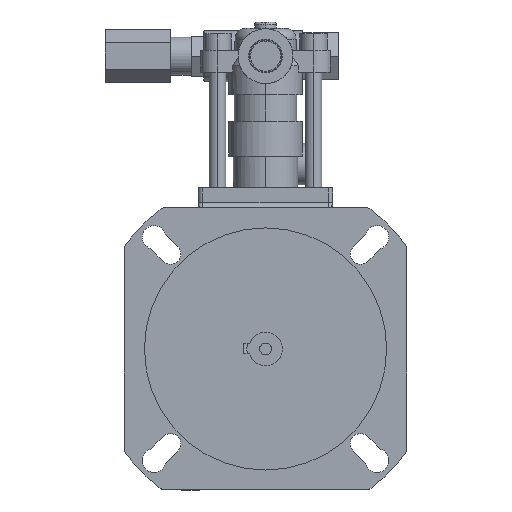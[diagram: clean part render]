
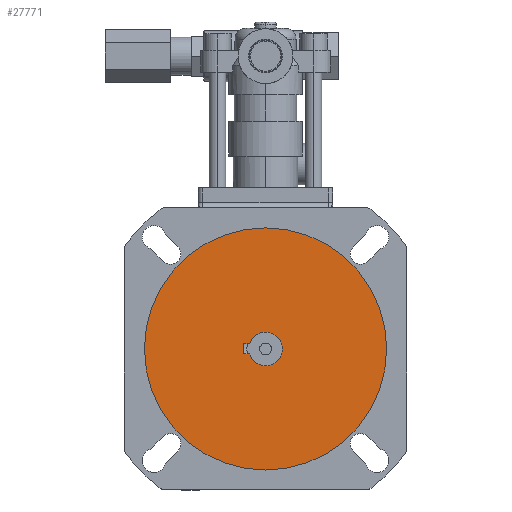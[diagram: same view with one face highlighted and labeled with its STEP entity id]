
A CAD part, left-side view. The second image highlights one B-rep face of the part: STEP entity #27771.
In plain terms, the highlighted planar face has unit normal (-1, 0, 0).
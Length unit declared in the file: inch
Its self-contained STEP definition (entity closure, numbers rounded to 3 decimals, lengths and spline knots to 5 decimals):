
#582 = VERTEX_POINT ( 'NONE', #32251 ) ;
#584 = VERTEX_POINT ( 'NONE', #32250 ) ;
#588 = VERTEX_POINT ( 'NONE', #32248 ) ;
#913 = VERTEX_POINT ( 'NONE', #14714 ) ;
#1139 = VERTEX_POINT ( 'NONE', #24615 ) ;
#9135 = CIRCLE ( 'NONE', #25084, 0.3125 ) ;
#9137 = CIRCLE ( 'NONE', #25087, 2.254 ) ;
#9141 = CIRCLE ( 'NONE', #25086, 0.3125 ) ;
#13523 = CIRCLE ( 'NONE', #18586, 2.254 ) ;
#13527 = LINE ( 'NONE', #21843, #13530 ) ;
#13530 = VECTOR ( 'NONE', #21844, 39.37008 ) ;
#13535 = LINE ( 'NONE', #21849, #13538 ) ;
#13538 = VECTOR ( 'NONE', #21850, 39.37008 ) ;
#13539 = LINE ( 'NONE', #21853, #13542 ) ;
#13541 = CIRCLE ( 'NONE', #18587, 0.3125 ) ;
#13542 = VECTOR ( 'NONE', #21854, 39.37008 ) ;
#14714 = CARTESIAN_POINT ( 'NONE',  ( -3.13828, 0.5284, 1.849 ) ) ;
#15929 = PLANE ( 'NONE',  #16413 ) ;
#15937 = CARTESIAN_POINT ( 'NONE',  ( -3.13828, 0.5284, -0.405 ) ) ;
#15938 = DIRECTION ( 'NONE',  ( -1., 0., 0. ) ) ;
#15939 = DIRECTION ( 'NONE',  ( 0., 0., 1. ) ) ;
#16413 = AXIS2_PLACEMENT_3D ( 'NONE', #15937, #15938, #15939 ) ;
#16875 = FACE_BOUND ( 'NONE', #21013, .T. ) ;
#16879 = FACE_OUTER_BOUND ( 'NONE', #21015, .T. ) ;
#18278 = EDGE_CURVE ( 'NONE', #584, #582, #9135, .T. ) ;
#18281 = EDGE_CURVE ( 'NONE', #582, #588, #9141, .T. ) ;
#18283 = EDGE_CURVE ( 'NONE', #1139, #913, #9137, .T. ) ;
#18586 = AXIS2_PLACEMENT_3D ( 'NONE', #21838, #21839, #21840 ) ;
#18587 = AXIS2_PLACEMENT_3D ( 'NONE', #21857, #21858, #21859 ) ;
#20292 = ORIENTED_EDGE ( 'NONE', *, *, #23140, .F. ) ;
#20293 = ORIENTED_EDGE ( 'NONE', *, *, #18281, .F. ) ;
#20294 = ORIENTED_EDGE ( 'NONE', *, *, #18278, .F. ) ;
#20295 = ORIENTED_EDGE ( 'NONE', *, *, #23141, .F. ) ;
#20296 = ORIENTED_EDGE ( 'NONE', *, *, #23134, .F. ) ;
#20297 = ORIENTED_EDGE ( 'NONE', *, *, #23138, .F. ) ;
#20298 = ORIENTED_EDGE ( 'NONE', *, *, #23131, .T. ) ;
#20299 = ORIENTED_EDGE ( 'NONE', *, *, #18283, .T. ) ;
#20634 = VERTEX_POINT ( 'NONE', #39659 ) ;
#20636 = VERTEX_POINT ( 'NONE', #39663 ) ;
#20639 = VERTEX_POINT ( 'NONE', #39668 ) ;
#21013 = EDGE_LOOP ( 'NONE', ( #20292, #20293, #20294, #20295, #20296, #20297 ) ) ;
#21015 = EDGE_LOOP ( 'NONE', ( #20298, #20299 ) ) ;
#21838 = CARTESIAN_POINT ( 'NONE',  ( -3.13828, 0.5284, -0.405 ) ) ;
#21839 = DIRECTION ( 'NONE',  ( -1., 0., 0. ) ) ;
#21840 = DIRECTION ( 'NONE',  ( 0., 0., 1. ) ) ;
#21843 = CARTESIAN_POINT ( 'NONE',  ( -3.13828, 0.82651, -0.49875 ) ) ;
#21844 = DIRECTION ( 'NONE',  ( 0., -1., 0. ) ) ;
#21849 = CARTESIAN_POINT ( 'NONE',  ( -3.13828, 0.9379, -0.49875 ) ) ;
#21850 = DIRECTION ( 'NONE',  ( 0., 0., -1. ) ) ;
#21853 = CARTESIAN_POINT ( 'NONE',  ( -3.13828, 0.9379, -0.31125 ) ) ;
#21854 = DIRECTION ( 'NONE',  ( 0., 1., 0. ) ) ;
#21857 = CARTESIAN_POINT ( 'NONE',  ( -3.13828, 0.5284, -0.405 ) ) ;
#21858 = DIRECTION ( 'NONE',  ( -1., 0., 0. ) ) ;
#21859 = DIRECTION ( 'NONE',  ( 0., 0., 1. ) ) ;
#23131 = EDGE_CURVE ( 'NONE', #913, #1139, #13523, .T. ) ;
#23134 = EDGE_CURVE ( 'NONE', #20639, #20636, #13527, .T. ) ;
#23138 = EDGE_CURVE ( 'NONE', #20634, #20639, #13535, .T. ) ;
#23140 = EDGE_CURVE ( 'NONE', #588, #20634, #13539, .T. ) ;
#23141 = EDGE_CURVE ( 'NONE', #20636, #584, #13541, .T. ) ;
#24615 = CARTESIAN_POINT ( 'NONE',  ( -3.13828, 0.5284, -2.659 ) ) ;
#25084 = AXIS2_PLACEMENT_3D ( 'NONE', #39040, #39042, #39043 ) ;
#25086 = AXIS2_PLACEMENT_3D ( 'NONE', #39059, #39061, #39062 ) ;
#25087 = AXIS2_PLACEMENT_3D ( 'NONE', #39072, #39074, #39076 ) ;
#27771 = ADVANCED_FACE ( 'NONE', ( #16875, #16879 ), #15929, .T. ) ;
#32248 = CARTESIAN_POINT ( 'NONE',  ( -3.13828, 0.82651, -0.31125 ) ) ;
#32250 = CARTESIAN_POINT ( 'NONE',  ( -3.13828, 0.5284, -0.7175 ) ) ;
#32251 = CARTESIAN_POINT ( 'NONE',  ( -3.13828, 0.5284, -0.0925 ) ) ;
#39040 = CARTESIAN_POINT ( 'NONE',  ( -3.13828, 0.5284, -0.405 ) ) ;
#39042 = DIRECTION ( 'NONE',  ( -1., 0., 0. ) ) ;
#39043 = DIRECTION ( 'NONE',  ( 0., 0., 1. ) ) ;
#39059 = CARTESIAN_POINT ( 'NONE',  ( -3.13828, 0.5284, -0.405 ) ) ;
#39061 = DIRECTION ( 'NONE',  ( -1., 0., 0. ) ) ;
#39062 = DIRECTION ( 'NONE',  ( 0., 0., 1. ) ) ;
#39072 = CARTESIAN_POINT ( 'NONE',  ( -3.13828, 0.5284, -0.405 ) ) ;
#39074 = DIRECTION ( 'NONE',  ( -1., 0., 0. ) ) ;
#39076 = DIRECTION ( 'NONE',  ( 0., 0., 1. ) ) ;
#39659 = CARTESIAN_POINT ( 'NONE',  ( -3.13828, 0.9379, -0.31125 ) ) ;
#39663 = CARTESIAN_POINT ( 'NONE',  ( -3.13828, 0.82651, -0.49875 ) ) ;
#39668 = CARTESIAN_POINT ( 'NONE',  ( -3.13828, 0.9379, -0.49875 ) ) ;
